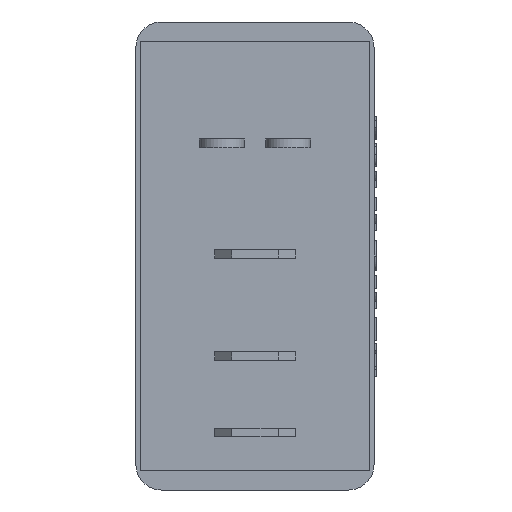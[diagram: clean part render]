
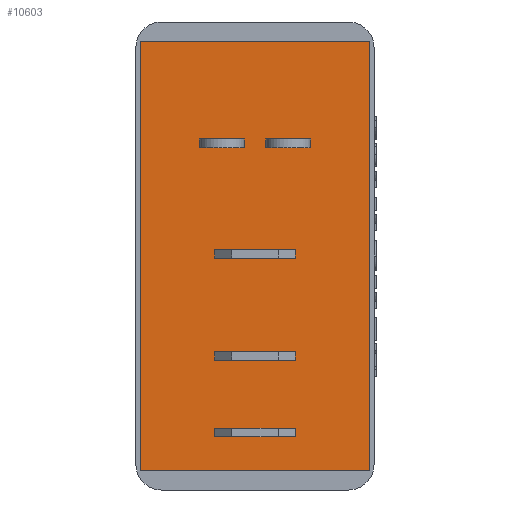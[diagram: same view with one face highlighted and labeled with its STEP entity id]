
A CAD part, front view. The second image highlights one B-rep face of the part: STEP entity #10603.
In plain terms, the highlighted planar face has unit normal (0, -1, 0).
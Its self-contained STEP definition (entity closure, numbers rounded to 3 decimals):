
#317 = CARTESIAN_POINT ( 'NONE',  ( -6.75, -1.75, -12.625 ) ) ;
#365 = DIRECTION ( 'NONE',  ( 0., 0., 1. ) ) ;
#663 = DIRECTION ( 'NONE',  ( 0., 0., -1. ) ) ;
#1063 = VERTEX_POINT ( 'NONE', #6979 ) ;
#1380 = DIRECTION ( 'NONE',  ( 0., 0., 1. ) ) ;
#1812 = CARTESIAN_POINT ( 'NONE',  ( 6.75, -1.75, -12.625 ) ) ;
#2573 = EDGE_CURVE ( 'NONE', #5320, #5750, #7973, .T. ) ;
#2888 = VECTOR ( 'NONE', #663, 1000. ) ;
#2914 = VECTOR ( 'NONE', #365, 1000. ) ;
#3301 = DIRECTION ( 'NONE',  ( 1., 0., 0. ) ) ;
#3732 = LINE ( 'NONE', #9527, #12952 ) ;
#4903 = ORIENTED_EDGE ( 'NONE', *, *, #10049, .F. ) ;
#5080 = EDGE_CURVE ( 'NONE', #5750, #10506, #5643, .T. ) ;
#5320 = VERTEX_POINT ( 'NONE', #13386 ) ;
#5643 = LINE ( 'NONE', #12793, #2914 ) ;
#5750 = VERTEX_POINT ( 'NONE', #8696 ) ;
#6979 = CARTESIAN_POINT ( 'NONE',  ( 6.75, -1.75, 12.625 ) ) ;
#7200 = FACE_OUTER_BOUND ( 'NONE', #11611, .T. ) ;
#7209 = EDGE_CURVE ( 'NONE', #10506, #1063, #3732, .T. ) ;
#7582 = DIRECTION ( 'NONE',  ( 0., 1., 0. ) ) ;
#7973 = LINE ( 'NONE', #1812, #13141 ) ;
#8696 = CARTESIAN_POINT ( 'NONE',  ( -6.75, -1.75, -12.625 ) ) ;
#8854 = AXIS2_PLACEMENT_3D ( 'NONE', #317, #7582, #1380 ) ;
#8942 = ORIENTED_EDGE ( 'NONE', *, *, #5080, .F. ) ;
#9128 = CARTESIAN_POINT ( 'NONE',  ( 6.75, -1.75, 12.625 ) ) ;
#9527 = CARTESIAN_POINT ( 'NONE',  ( 6.75, -1.75, 12.625 ) ) ;
#10041 = ORIENTED_EDGE ( 'NONE', *, *, #7209, .F. ) ;
#10049 = EDGE_CURVE ( 'NONE', #1063, #5320, #11141, .T. ) ;
#10506 = VERTEX_POINT ( 'NONE', #11569 ) ;
#10603 = ADVANCED_FACE ( 'NONE', ( #7200 ), #12697, .F. ) ;
#11141 = LINE ( 'NONE', #9128, #2888 ) ;
#11163 = DIRECTION ( 'NONE',  ( -1., 0., 0. ) ) ;
#11569 = CARTESIAN_POINT ( 'NONE',  ( -6.75, -1.75, 12.625 ) ) ;
#11611 = EDGE_LOOP ( 'NONE', ( #8942, #13437, #4903, #10041 ) ) ;
#12697 = PLANE ( 'NONE',  #8854 ) ;
#12793 = CARTESIAN_POINT ( 'NONE',  ( -6.75, -1.75, 12.625 ) ) ;
#12952 = VECTOR ( 'NONE', #3301, 1000. ) ;
#13141 = VECTOR ( 'NONE', #11163, 1000. ) ;
#13386 = CARTESIAN_POINT ( 'NONE',  ( 6.75, -1.75, -12.625 ) ) ;
#13437 = ORIENTED_EDGE ( 'NONE', *, *, #2573, .F. ) ;
